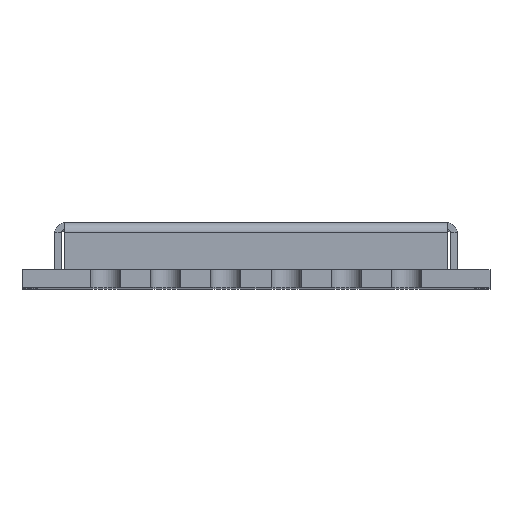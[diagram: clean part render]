
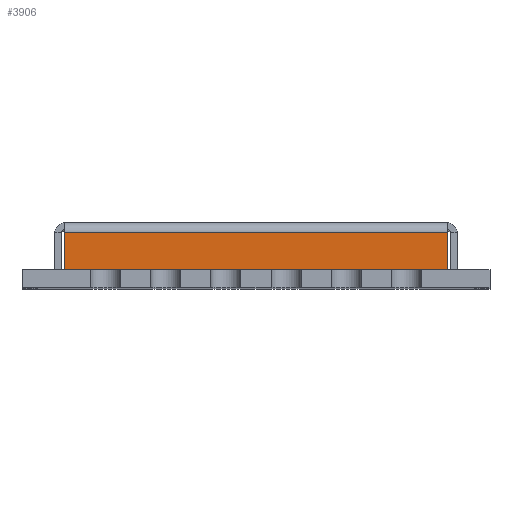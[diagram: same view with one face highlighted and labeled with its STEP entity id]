
A CAD part, top view. The second image highlights one B-rep face of the part: STEP entity #3906.
In plain terms, the highlighted planar face has unit normal (0, 0, 1).
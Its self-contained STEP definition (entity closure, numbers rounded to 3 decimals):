
#3211=DIRECTION('',(-1.,0.,0.));
#3212=VECTOR('',#3211,11.44);
#3213=CARTESIAN_POINT('',(5.72,-0.3,10.02));
#3214=LINE('',#3213,#3212);
#3239=DIRECTION('',(0.,-1.,0.));
#3240=VECTOR('',#3239,1.1);
#3241=CARTESIAN_POINT('',(-5.72,-0.3,10.02));
#3242=LINE('',#3241,#3240);
#3243=DIRECTION('',(0.,1.,0.));
#3244=VECTOR('',#3243,1.1);
#3245=CARTESIAN_POINT('',(5.72,-1.4,10.02));
#3246=LINE('',#3245,#3244);
#3247=DIRECTION('',(1.,0.,0.));
#3248=VECTOR('',#3247,11.44);
#3249=CARTESIAN_POINT('',(-5.72,-1.4,10.02));
#3250=LINE('',#3249,#3248);
#3739=CARTESIAN_POINT('',(-5.72,-0.3,10.02));
#3740=CARTESIAN_POINT('',(-5.72,-1.4,10.02));
#3741=VERTEX_POINT('',#3739);
#3742=VERTEX_POINT('',#3740);
#3743=CARTESIAN_POINT('',(5.72,-1.4,10.02));
#3744=VERTEX_POINT('',#3743);
#3745=CARTESIAN_POINT('',(5.72,-0.3,10.02));
#3746=VERTEX_POINT('',#3745);
#3892=CARTESIAN_POINT('',(-5.72,0.,10.02));
#3893=DIRECTION('',(0.,0.,1.));
#3894=DIRECTION('',(-1.,0.,0.));
#3895=AXIS2_PLACEMENT_3D('',#3892,#3893,#3894);
#3896=PLANE('',#3895);
#3898=ORIENTED_EDGE('',*,*,#3897,.F.);
#3899=ORIENTED_EDGE('',*,*,#3879,.F.);
#3901=ORIENTED_EDGE('',*,*,#3900,.F.);
#3903=ORIENTED_EDGE('',*,*,#3902,.F.);
#3904=EDGE_LOOP('',(#3898,#3899,#3901,#3903));
#3905=FACE_OUTER_BOUND('',#3904,.F.);
#3879=EDGE_CURVE('',#3746,#3741,#3214,.T.);
#3897=EDGE_CURVE('',#3741,#3742,#3242,.T.);
#3900=EDGE_CURVE('',#3744,#3746,#3246,.T.);
#3902=EDGE_CURVE('',#3742,#3744,#3250,.T.);
#3906=ADVANCED_FACE('',(#3905),#3896,.T.);
